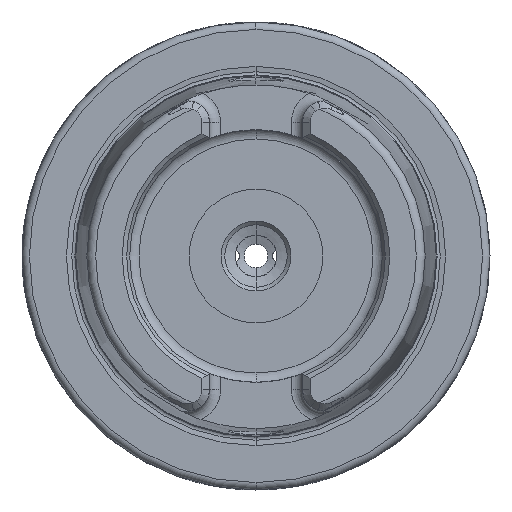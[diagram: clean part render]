
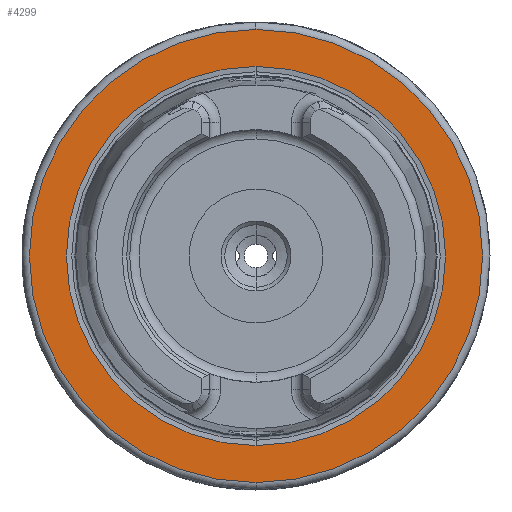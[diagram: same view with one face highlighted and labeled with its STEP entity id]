
A CAD part, left-side view. The second image highlights one B-rep face of the part: STEP entity #4299.
In plain terms, the highlighted planar face has unit normal (-1, 0, 0).
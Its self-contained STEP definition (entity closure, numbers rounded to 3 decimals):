
#183 = CARTESIAN_POINT ( 'NONE',  ( -64., 0., -25.521 ) ) ;
#215 = DIRECTION ( 'NONE',  ( -1., 0., 0. ) ) ;
#393 = CARTESIAN_POINT ( 'NONE',  ( -64., 0., 30.5 ) ) ;
#1164 = AXIS2_PLACEMENT_3D ( 'NONE', #7840, #7758, #7281 ) ;
#1357 = AXIS2_PLACEMENT_3D ( 'NONE', #5830, #2050, #6394 ) ;
#1372 = DIRECTION ( 'NONE',  ( 0., 0., -1. ) ) ;
#2017 = CARTESIAN_POINT ( 'NONE',  ( -64., 0., 25.521 ) ) ;
#2050 = DIRECTION ( 'NONE',  ( -1., 0., 0. ) ) ;
#2144 = CARTESIAN_POINT ( 'NONE',  ( -64., 0., 0. ) ) ;
#2228 = DIRECTION ( 'NONE',  ( 0., 0., -1. ) ) ;
#2278 = DIRECTION ( 'NONE',  ( 1., 0., 0. ) ) ;
#2337 = EDGE_LOOP ( 'NONE', ( #4725, #4781 ) ) ;
#2700 = EDGE_CURVE ( 'NONE', #3548, #7821, #7823, .T. ) ;
#2784 = EDGE_CURVE ( 'NONE', #7821, #3548, #7729, .T. ) ;
#3140 = AXIS2_PLACEMENT_3D ( 'NONE', #3802, #215, #4462 ) ;
#3548 = VERTEX_POINT ( 'NONE', #2017 ) ;
#3750 = CARTESIAN_POINT ( 'NONE',  ( -64., 31.5, 0. ) ) ;
#3802 = CARTESIAN_POINT ( 'NONE',  ( -64., 0., 0. ) ) ;
#4145 = VERTEX_POINT ( 'NONE', #7261 ) ;
#4299 = ADVANCED_FACE ( 'NONE', ( #6587, #6533 ), #5680, .F. ) ;
#4439 = CIRCLE ( 'NONE', #1357, 30.5 ) ;
#4462 = DIRECTION ( 'NONE',  ( 0., 0., -1. ) ) ;
#4568 = ORIENTED_EDGE ( 'NONE', *, *, #4603, .T. ) ;
#4603 = EDGE_CURVE ( 'NONE', #4145, #5858, #6396, .T. ) ;
#4639 = ORIENTED_EDGE ( 'NONE', *, *, #7089, .T. ) ;
#4725 = ORIENTED_EDGE ( 'NONE', *, *, #2700, .T. ) ;
#4781 = ORIENTED_EDGE ( 'NONE', *, *, #2784, .T. ) ;
#5090 = DIRECTION ( 'NONE',  ( 1., 0., 0. ) ) ;
#5577 = AXIS2_PLACEMENT_3D ( 'NONE', #3750, #5090, #1372 ) ;
#5680 = PLANE ( 'NONE',  #5577 ) ;
#5830 = CARTESIAN_POINT ( 'NONE',  ( -64., 0., 0. ) ) ;
#5858 = VERTEX_POINT ( 'NONE', #393 ) ;
#6222 = EDGE_LOOP ( 'NONE', ( #4568, #4639 ) ) ;
#6394 = DIRECTION ( 'NONE',  ( 0., 0., -1. ) ) ;
#6396 = CIRCLE ( 'NONE', #3140, 30.5 ) ;
#6533 = FACE_BOUND ( 'NONE', #2337, .T. ) ;
#6587 = FACE_OUTER_BOUND ( 'NONE', #6222, .T. ) ;
#7089 = EDGE_CURVE ( 'NONE', #5858, #4145, #4439, .T. ) ;
#7261 = CARTESIAN_POINT ( 'NONE',  ( -64., 0., -30.5 ) ) ;
#7281 = DIRECTION ( 'NONE',  ( 0., 0., -1. ) ) ;
#7366 = AXIS2_PLACEMENT_3D ( 'NONE', #2144, #2278, #2228 ) ;
#7729 = CIRCLE ( 'NONE', #7366, 25.521 ) ;
#7758 = DIRECTION ( 'NONE',  ( 1., 0., 0. ) ) ;
#7821 = VERTEX_POINT ( 'NONE', #183 ) ;
#7823 = CIRCLE ( 'NONE', #1164, 25.521 ) ;
#7840 = CARTESIAN_POINT ( 'NONE',  ( -64., 0., 0. ) ) ;
